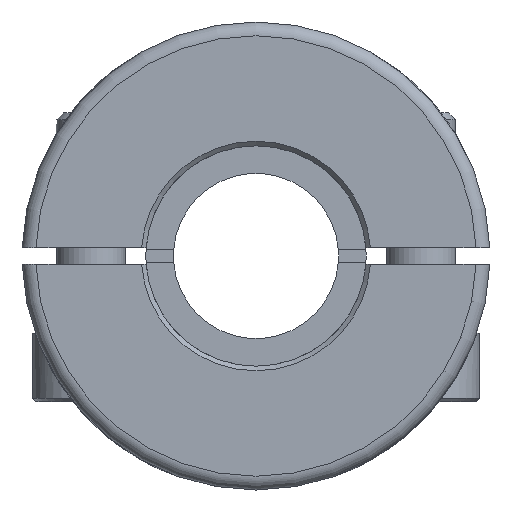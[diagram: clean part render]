
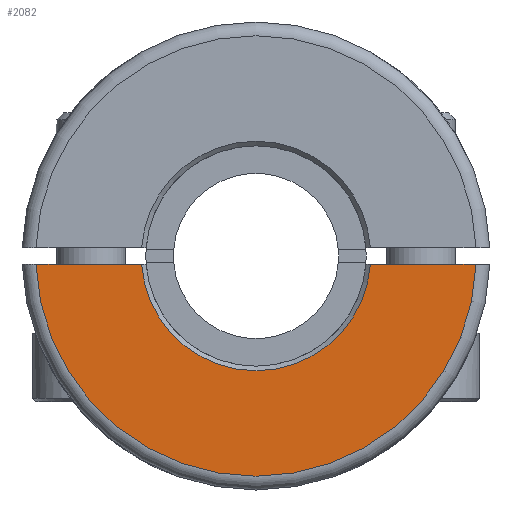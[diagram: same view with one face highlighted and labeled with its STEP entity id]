
A CAD part, front view. The second image highlights one B-rep face of the part: STEP entity #2082.
In plain terms, the highlighted planar face has unit normal (0, -1, 0).
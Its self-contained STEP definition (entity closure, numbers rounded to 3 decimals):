
#36=LINE('',#3101,#200);
#46=LINE('',#3176,#210);
#200=VECTOR('',#2467,1000.);
#210=VECTOR('',#2501,1000.);
#367=PLANE('',#2239);
#475=CIRCLE('',#2223,16.);
#484=CIRCLE('',#2240,8.333);
#599=ORIENTED_EDGE('',*,*,#1168,.F.);
#600=ORIENTED_EDGE('',*,*,#1165,.F.);
#601=ORIENTED_EDGE('',*,*,#1187,.F.);
#602=ORIENTED_EDGE('',*,*,#1188,.T.);
#1165=EDGE_CURVE('',#1461,#1459,#475,.T.);
#1168=EDGE_CURVE('',#1459,#1464,#36,.T.);
#1187=EDGE_CURVE('',#1480,#1461,#46,.T.);
#1188=EDGE_CURVE('',#1480,#1464,#484,.T.);
#1459=VERTEX_POINT('',#3085);
#1461=VERTEX_POINT('',#3093);
#1464=VERTEX_POINT('',#3102);
#1480=VERTEX_POINT('',#3177);
#1709=EDGE_LOOP('',(#599,#600,#601,#602));
#1893=FACE_BOUND('',#1709,.T.);
#2082=ADVANCED_FACE('',(#1893),#367,.T.);
#2223=AXIS2_PLACEMENT_3D('',#3094,#2457,#2458);
#2239=AXIS2_PLACEMENT_3D('',#3175,#2499,#2500);
#2240=AXIS2_PLACEMENT_3D('',#3178,#2502,#2503);
#2457=DIRECTION('',(0.,1.,0.));
#2458=DIRECTION('',(0.,0.,1.));
#2467=DIRECTION('',(1.,0.,0.));
#2499=DIRECTION('',(0.,-1.,0.));
#2500=DIRECTION('',(0.,0.,-1.));
#2501=DIRECTION('',(1.,0.,0.));
#2502=DIRECTION('',(0.,1.,0.));
#2503=DIRECTION('',(0.,0.,1.));
#3085=CARTESIAN_POINT('',(-15.989,1.,-0.6));
#3093=CARTESIAN_POINT('',(15.989,1.,-0.6));
#3094=CARTESIAN_POINT('',(0.,1.,0.));
#3101=CARTESIAN_POINT('',(16.,1.,-0.6));
#3102=CARTESIAN_POINT('',(-8.312,1.,-0.6));
#3175=CARTESIAN_POINT('',(16.,1.,0.));
#3176=CARTESIAN_POINT('',(16.,1.,-0.6));
#3177=CARTESIAN_POINT('',(8.312,1.,-0.6));
#3178=CARTESIAN_POINT('',(0.,1.,0.));
